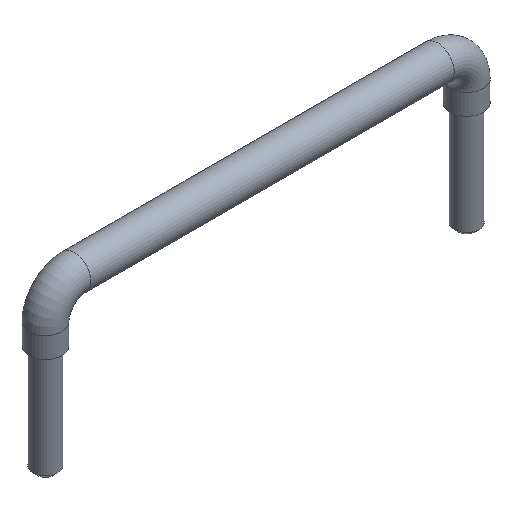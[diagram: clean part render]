
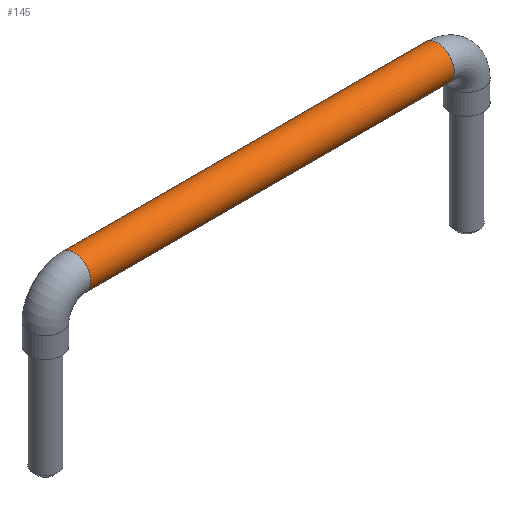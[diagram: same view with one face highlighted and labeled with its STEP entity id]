
A CAD part, isometric view. The second image highlights one B-rep face of the part: STEP entity #145.
In plain terms, the highlighted cylindrical face has radius 0.4 mm (diameter 0.8 mm), a full revolution.
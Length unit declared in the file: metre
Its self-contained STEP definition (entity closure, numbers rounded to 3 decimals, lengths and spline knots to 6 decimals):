
#22=CYLINDRICAL_SURFACE('',#203,0.0004);
#35=ORIENTED_EDGE('',*,*,#54,.F.);
#36=ORIENTED_EDGE('',*,*,#55,.T.);
#54=EDGE_CURVE('',#66,#66,#78,.T.);
#55=EDGE_CURVE('',#67,#67,#79,.T.);
#66=VERTEX_POINT('',#298);
#67=VERTEX_POINT('',#301);
#78=CIRCLE('',#202,0.0004);
#79=CIRCLE('',#204,0.0004);
#95=EDGE_LOOP('',(#35));
#96=EDGE_LOOP('',(#36));
#119=FACE_BOUND('',#95,.T.);
#120=FACE_BOUND('',#96,.T.);
#145=ADVANCED_FACE('',(#119,#120),#22,.T.);
#202=AXIS2_PLACEMENT_3D('',#297,#245,#246);
#203=AXIS2_PLACEMENT_3D('',#299,#247,#248);
#204=AXIS2_PLACEMENT_3D('',#300,#249,#250);
#245=DIRECTION('',(1.,0.,0.));
#246=DIRECTION('',(0.,0.,-1.));
#247=DIRECTION('',(1.,0.,0.));
#248=DIRECTION('',(0.,0.,-1.));
#249=DIRECTION('',(1.,0.,0.));
#250=DIRECTION('',(0.,0.,-1.));
#297=CARTESIAN_POINT('',(0.00946,0.004,0.0012));
#298=CARTESIAN_POINT('',(0.00946,0.004,0.0008));
#299=CARTESIAN_POINT('',(0.0007,0.004,0.0012));
#300=CARTESIAN_POINT('',(0.0007,0.004,0.0012));
#301=CARTESIAN_POINT('',(0.0007,0.004,0.0008));
